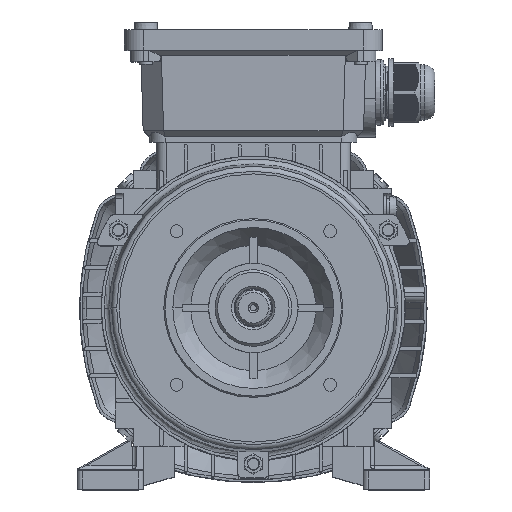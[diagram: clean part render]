
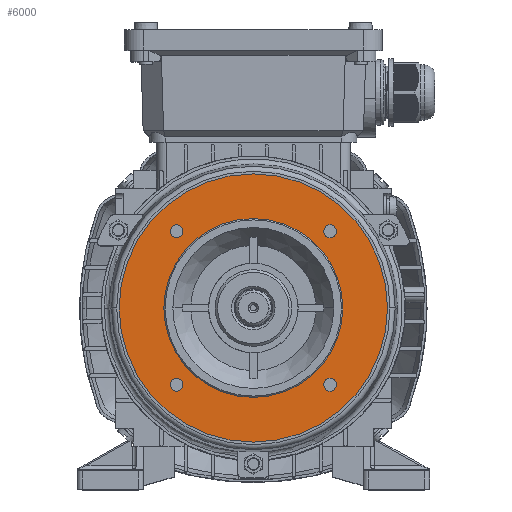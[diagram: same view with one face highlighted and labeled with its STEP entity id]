
A CAD part, top view. The second image highlights one B-rep face of the part: STEP entity #6000.
In plain terms, the highlighted planar face has unit normal (0, 0, 1).
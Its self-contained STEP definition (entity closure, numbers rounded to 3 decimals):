
#1675=PLANE('',#73203);
#2945=FACE_BOUND('',#14799,.T.);
#2946=FACE_BOUND('',#14800,.T.);
#2947=FACE_BOUND('',#14801,.T.);
#2948=FACE_BOUND('',#14802,.T.);
#2949=FACE_BOUND('',#14803,.T.);
#2950=FACE_BOUND('',#14804,.T.);
#6000=ADVANCED_FACE('',(#2945,#2946,#2947,#2948,#2949,#2950),#1675,.T.);
#14799=EDGE_LOOP('',(#40521,#40522));
#14800=EDGE_LOOP('',(#40523,#40524));
#14801=EDGE_LOOP('',(#40525,#40526));
#14802=EDGE_LOOP('',(#40527,#40528));
#14803=EDGE_LOOP('',(#40529,#40530));
#14804=EDGE_LOOP('',(#40531));
#40521=ORIENTED_EDGE('',*,*,#62157,.F.);
#40522=ORIENTED_EDGE('',*,*,#61598,.F.);
#40523=ORIENTED_EDGE('',*,*,#62158,.F.);
#40524=ORIENTED_EDGE('',*,*,#61602,.F.);
#40525=ORIENTED_EDGE('',*,*,#62159,.F.);
#40526=ORIENTED_EDGE('',*,*,#61606,.F.);
#40527=ORIENTED_EDGE('',*,*,#62160,.F.);
#40528=ORIENTED_EDGE('',*,*,#61610,.F.);
#40529=ORIENTED_EDGE('',*,*,#61673,.T.);
#40530=ORIENTED_EDGE('',*,*,#62161,.T.);
#40531=ORIENTED_EDGE('',*,*,#61592,.T.);
#53094=VERTEX_POINT('',#114115);
#53100=VERTEX_POINT('',#114128);
#53101=VERTEX_POINT('',#114130);
#53104=VERTEX_POINT('',#114137);
#53105=VERTEX_POINT('',#114139);
#53108=VERTEX_POINT('',#114146);
#53109=VERTEX_POINT('',#114148);
#53112=VERTEX_POINT('',#114155);
#53113=VERTEX_POINT('',#114157);
#53174=VERTEX_POINT('',#114305);
#53175=VERTEX_POINT('',#114307);
#61592=EDGE_CURVE('',#53094,#53094,#67846,.T.);
#61598=EDGE_CURVE('',#53100,#53101,#67851,.T.);
#61602=EDGE_CURVE('',#53104,#53105,#67853,.T.);
#61606=EDGE_CURVE('',#53108,#53109,#67855,.T.);
#61610=EDGE_CURVE('',#53112,#53113,#67857,.T.);
#61673=EDGE_CURVE('',#53175,#53174,#67904,.T.);
#62157=EDGE_CURVE('',#53101,#53100,#68097,.T.);
#62158=EDGE_CURVE('',#53105,#53104,#68098,.T.);
#62159=EDGE_CURVE('',#53109,#53108,#68099,.T.);
#62160=EDGE_CURVE('',#53113,#53112,#68100,.T.);
#62161=EDGE_CURVE('',#53174,#53175,#68101,.T.);
#67846=CIRCLE('',#72841,35.);
#67851=CIRCLE('',#72848,2.5);
#67853=CIRCLE('',#72851,2.5);
#67855=CIRCLE('',#72854,2.5);
#67857=CIRCLE('',#72857,2.5);
#67904=CIRCLE('',#72919,52.5);
#68097=CIRCLE('',#73198,2.5);
#68098=CIRCLE('',#73199,2.5);
#68099=CIRCLE('',#73200,2.5);
#68100=CIRCLE('',#73201,2.5);
#68101=CIRCLE('',#73202,52.5);
#72841=AXIS2_PLACEMENT_3D('',#114114,#85893,#85894);
#72848=AXIS2_PLACEMENT_3D('',#114129,#85908,#85909);
#72851=AXIS2_PLACEMENT_3D('',#114138,#85916,#85917);
#72854=AXIS2_PLACEMENT_3D('',#114147,#85924,#85925);
#72857=AXIS2_PLACEMENT_3D('',#114156,#85932,#85933);
#72919=AXIS2_PLACEMENT_3D('',#114306,#86070,#86071);
#73198=AXIS2_PLACEMENT_3D('',#116805,#86785,#86786);
#73199=AXIS2_PLACEMENT_3D('',#116806,#86787,#86788);
#73200=AXIS2_PLACEMENT_3D('',#116807,#86789,#86790);
#73201=AXIS2_PLACEMENT_3D('',#116808,#86791,#86792);
#73202=AXIS2_PLACEMENT_3D('',#116809,#86793,#86794);
#73203=AXIS2_PLACEMENT_3D('',#116810,#86795,#86796);
#85893=DIRECTION('',(0.,0.,-1.));
#85894=DIRECTION('',(1.,0.,0.));
#85908=DIRECTION('',(0.,0.,1.));
#85909=DIRECTION('',(1.,0.,0.));
#85916=DIRECTION('',(0.,0.,1.));
#85917=DIRECTION('',(1.,0.,0.));
#85924=DIRECTION('',(0.,0.,1.));
#85925=DIRECTION('',(1.,0.,0.));
#85932=DIRECTION('',(0.,0.,1.));
#85933=DIRECTION('',(1.,0.,0.));
#86070=DIRECTION('',(0.,0.,1.));
#86071=DIRECTION('',(1.,0.,0.));
#86785=DIRECTION('',(0.,0.,1.));
#86786=DIRECTION('',(1.,0.,0.));
#86787=DIRECTION('',(0.,0.,1.));
#86788=DIRECTION('',(1.,0.,0.));
#86789=DIRECTION('',(0.,0.,1.));
#86790=DIRECTION('',(1.,0.,0.));
#86791=DIRECTION('',(0.,0.,1.));
#86792=DIRECTION('',(1.,0.,0.));
#86793=DIRECTION('',(0.,0.,1.));
#86794=DIRECTION('',(1.,0.,0.));
#86795=DIRECTION('',(0.,0.,1.));
#86796=DIRECTION('',(1.,0.,0.));
#114114=CARTESIAN_POINT('',(-192.395,1.401,90.));
#114115=CARTESIAN_POINT('',(-157.395,1.401,90.));
#114128=CARTESIAN_POINT('',(-219.947,-28.651,90.));
#114129=CARTESIAN_POINT('',(-222.447,-28.651,90.));
#114130=CARTESIAN_POINT('',(-224.947,-28.651,90.));
#114137=CARTESIAN_POINT('',(-219.947,31.453,90.));
#114138=CARTESIAN_POINT('',(-222.447,31.453,90.));
#114139=CARTESIAN_POINT('',(-224.947,31.453,90.));
#114146=CARTESIAN_POINT('',(-159.843,31.453,90.));
#114147=CARTESIAN_POINT('',(-162.343,31.453,90.));
#114148=CARTESIAN_POINT('',(-164.843,31.453,90.));
#114155=CARTESIAN_POINT('',(-159.843,-28.651,90.));
#114156=CARTESIAN_POINT('',(-162.343,-28.651,90.));
#114157=CARTESIAN_POINT('',(-164.843,-28.651,90.));
#114305=CARTESIAN_POINT('',(-139.895,1.401,90.));
#114306=CARTESIAN_POINT('',(-192.395,1.401,90.));
#114307=CARTESIAN_POINT('',(-244.895,1.401,90.));
#116805=CARTESIAN_POINT('',(-222.447,-28.651,90.));
#116806=CARTESIAN_POINT('',(-222.447,31.453,90.));
#116807=CARTESIAN_POINT('',(-162.343,31.453,90.));
#116808=CARTESIAN_POINT('',(-162.343,-28.651,90.));
#116809=CARTESIAN_POINT('',(-192.395,1.401,90.));
#116810=CARTESIAN_POINT('',(-192.395,84.523,90.));
